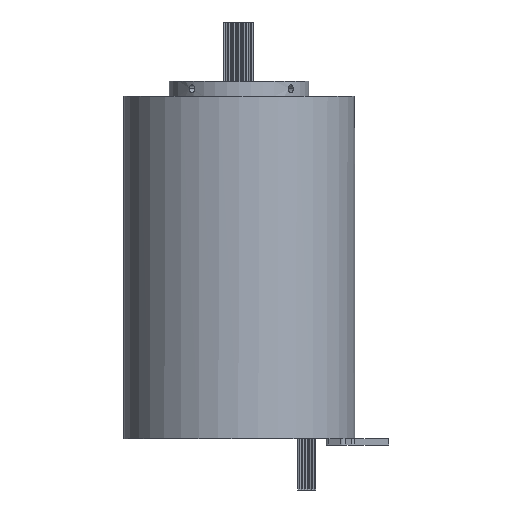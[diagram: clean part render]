
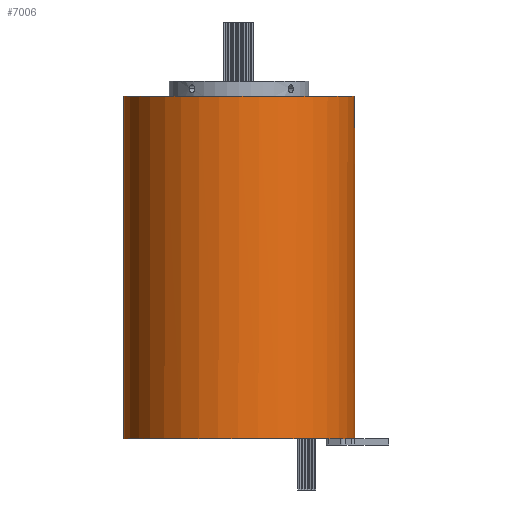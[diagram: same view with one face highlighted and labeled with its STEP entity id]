
A CAD part, front view. The second image highlights one B-rep face of the part: STEP entity #7006.
In plain terms, the highlighted cylindrical face has radius 90 mm (diameter 180 mm), a partial arc.
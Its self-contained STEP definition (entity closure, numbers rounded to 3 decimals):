
#83 = ORIENTED_EDGE ( 'NONE', *, *, #963, .F. ) ;
#104 = DIRECTION ( 'NONE',  ( 0., 0., -1. ) ) ;
#334 = CARTESIAN_POINT ( 'NONE',  ( 90., 0., 266.5 ) ) ;
#374 = DIRECTION ( 'NONE',  ( 1., 0., 0. ) ) ;
#386 = DIRECTION ( 'NONE',  ( -1., 0., 0. ) ) ;
#728 = CIRCLE ( 'NONE', #6491, 90. ) ;
#761 = CIRCLE ( 'NONE', #4516, 90. ) ;
#963 = EDGE_CURVE ( 'NONE', #3573, #6169, #761, .T. ) ;
#988 = ORIENTED_EDGE ( 'NONE', *, *, #7888, .T. ) ;
#1285 = ORIENTED_EDGE ( 'NONE', *, *, #5782, .F. ) ;
#1564 = ORIENTED_EDGE ( 'NONE', *, *, #4215, .F. ) ;
#1833 = CYLINDRICAL_SURFACE ( 'NONE', #4313, 90. ) ;
#2493 = VECTOR ( 'NONE', #104, 1000. ) ;
#2599 = DIRECTION ( 'NONE',  ( 0., 0., -1. ) ) ;
#2664 = DIRECTION ( 'NONE',  ( 0., 0., -1. ) ) ;
#2691 = CARTESIAN_POINT ( 'NONE',  ( 88.468, -16.535, 0. ) ) ;
#2711 = LINE ( 'NONE', #3761, #2493 ) ;
#2851 = DIRECTION ( 'NONE',  ( 0., 0., 1. ) ) ;
#3573 = VERTEX_POINT ( 'NONE', #4368 ) ;
#3761 = CARTESIAN_POINT ( 'NONE',  ( -90., 0., 266.5 ) ) ;
#4000 = FACE_OUTER_BOUND ( 'NONE', #7192, .T. ) ;
#4163 = CIRCLE ( 'NONE', #8768, 90. ) ;
#4215 = EDGE_CURVE ( 'NONE', #5726, #5149, #4163, .T. ) ;
#4313 = AXIS2_PLACEMENT_3D ( 'NONE', #7677, #2599, #386 ) ;
#4368 = CARTESIAN_POINT ( 'NONE',  ( 90., 0., 0. ) ) ;
#4516 = AXIS2_PLACEMENT_3D ( 'NONE', #7539, #7537, #7528 ) ;
#4763 = DIRECTION ( 'NONE',  ( 0., 0., 1. ) ) ;
#5149 = VERTEX_POINT ( 'NONE', #9132 ) ;
#5386 = CARTESIAN_POINT ( 'NONE',  ( -90., 0., 266.5 ) ) ;
#5726 = VERTEX_POINT ( 'NONE', #5386 ) ;
#5782 = EDGE_CURVE ( 'NONE', #5149, #3573, #8655, .T. ) ;
#6007 = CARTESIAN_POINT ( 'NONE',  ( -90., 0., 0. ) ) ;
#6169 = VERTEX_POINT ( 'NONE', #2691 ) ;
#6491 = AXIS2_PLACEMENT_3D ( 'NONE', #9046, #4763, #374 ) ;
#6748 = VERTEX_POINT ( 'NONE', #6007 ) ;
#6750 = VECTOR ( 'NONE', #2664, 1000. ) ;
#7006 = ADVANCED_FACE ( 'NONE', ( #4000 ), #1833, .T. ) ;
#7192 = EDGE_LOOP ( 'NONE', ( #1285, #1564, #988, #8281, #83 ) ) ;
#7211 = CARTESIAN_POINT ( 'NONE',  ( 0., 0., 266.5 ) ) ;
#7528 = DIRECTION ( 'NONE',  ( -1., 0., 0. ) ) ;
#7537 = DIRECTION ( 'NONE',  ( 0., 0., -1. ) ) ;
#7539 = CARTESIAN_POINT ( 'NONE',  ( 0., 0., 0. ) ) ;
#7677 = CARTESIAN_POINT ( 'NONE',  ( 0., 0., 266.5 ) ) ;
#7888 = EDGE_CURVE ( 'NONE', #5726, #6748, #2711, .T. ) ;
#7934 = DIRECTION ( 'NONE',  ( 1., 0., 0. ) ) ;
#8281 = ORIENTED_EDGE ( 'NONE', *, *, #8791, .T. ) ;
#8655 = LINE ( 'NONE', #334, #6750 ) ;
#8768 = AXIS2_PLACEMENT_3D ( 'NONE', #7211, #2851, #7934 ) ;
#8791 = EDGE_CURVE ( 'NONE', #6748, #6169, #728, .T. ) ;
#9046 = CARTESIAN_POINT ( 'NONE',  ( 0., 0., 0. ) ) ;
#9132 = CARTESIAN_POINT ( 'NONE',  ( 90., 0., 266.5 ) ) ;
